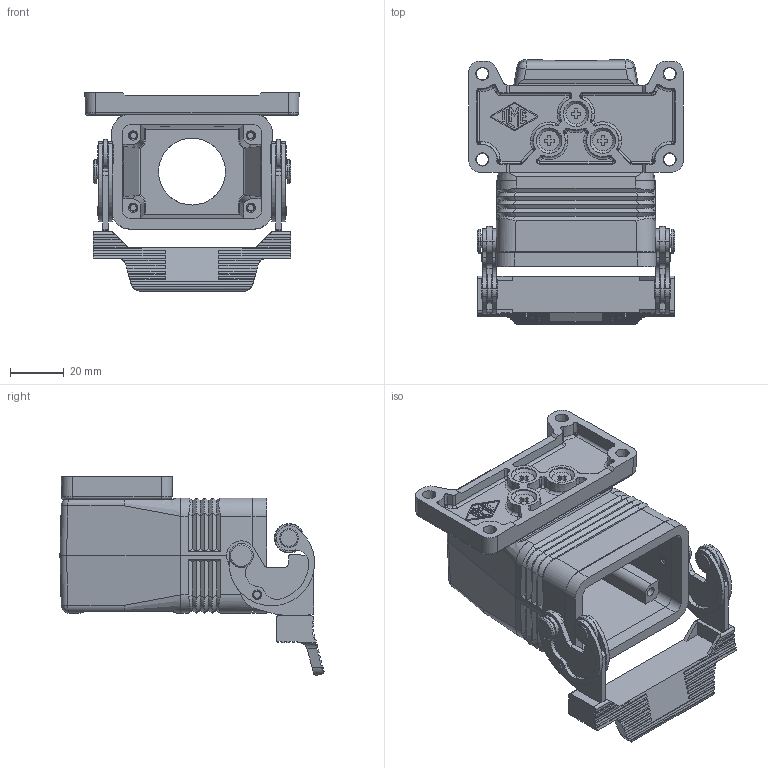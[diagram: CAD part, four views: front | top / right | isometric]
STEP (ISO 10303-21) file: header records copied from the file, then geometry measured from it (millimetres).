
FILE_DESCRIPTION(('CoCreate Modeling STEP Export'),'2;1');
FILE_NAME('MAV 06LG25-F.stp','2010-07-12T 8:10:09',(''),(''),'CoCreate Modeling STEP processor for AP214 (Solid Model)','CoCreate Modeling 16.00A 16-Aug-2008 (C) Parametric Technology GmbH','');
FILE_SCHEMA(('AUTOMOTIVE_DESIGN { 1 0 10303 214 1 1 1 1 }'));
Products named in the file (2): MAV_06LG25-F
Assembly tree (1 placements, depth 2):
  MAV_06LG25-F
    MAV_06LG25-F
Bounding box: 80 x 98.67 x 74.27 mm (x, y, z)
Volume: 86794.1 mm3; surface area: 49916.2 mm2
Topology: 1 solids, 8 shells, 1192 faces, 3124 edges, 1986 vertices
Faces by surface type: plane 547, cylinder 398, bspline 106, cone 79, torus 45, sphere 11, extrusion 6
Entity records: 54115 total; most frequent: CARTESIAN_POINT 19241, ORIENTED_EDGE 6216, DIRECTION 4699, EDGE_CURVE 3108, VERTEX_POINT 1986, VECTOR 1675, LINE 1669, AXIS2_PLACEMENT_3D 1512
